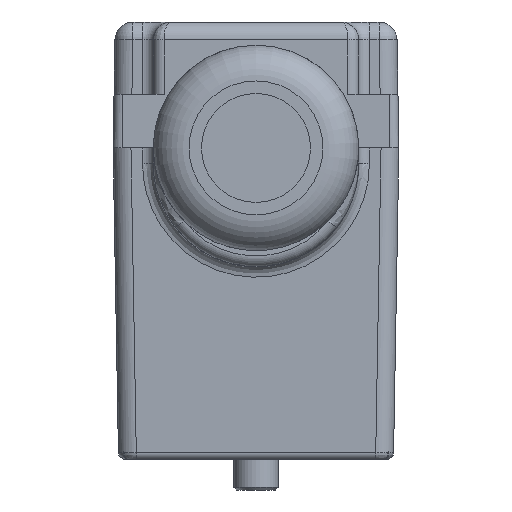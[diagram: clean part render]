
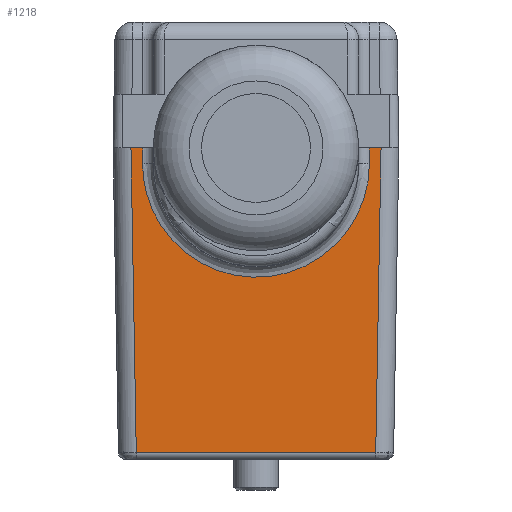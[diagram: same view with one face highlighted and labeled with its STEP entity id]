
A CAD part, front view. The second image highlights one B-rep face of the part: STEP entity #1218.
In plain terms, the highlighted planar face has unit normal (0, -1, -0.018).
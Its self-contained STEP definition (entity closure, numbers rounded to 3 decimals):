
#174=ELLIPSE('',#3886,6.351,6.35);
#214=FACE_OUTER_BOUND('',#1530,.T.);
#412=PLANE('',#3887);
#595=LINE('',#5531,#935);
#596=LINE('',#5533,#936);
#597=LINE('',#5535,#937);
#598=LINE('',#5537,#938);
#599=LINE('',#5539,#939);
#600=LINE('',#5541,#940);
#601=LINE('',#5543,#941);
#935=VECTOR('',#4366,1.);
#936=VECTOR('',#4367,1.);
#937=VECTOR('',#4368,1.);
#938=VECTOR('',#4369,1.);
#939=VECTOR('',#4370,1.);
#940=VECTOR('',#4371,1.);
#941=VECTOR('',#4372,1.);
#1218=ADVANCED_FACE('',(#214),#412,.F.);
#1530=EDGE_LOOP('',(#1880,#1881,#1882,#1883,#1884,#1885,#1886,#1887));
#1880=ORIENTED_EDGE('',*,*,#3282,.T.);
#1881=ORIENTED_EDGE('',*,*,#3283,.T.);
#1882=ORIENTED_EDGE('',*,*,#3284,.T.);
#1883=ORIENTED_EDGE('',*,*,#3285,.T.);
#1884=ORIENTED_EDGE('',*,*,#3286,.T.);
#1885=ORIENTED_EDGE('',*,*,#3287,.T.);
#1886=ORIENTED_EDGE('',*,*,#3288,.T.);
#1887=ORIENTED_EDGE('',*,*,#3289,.T.);
#2933=VERTEX_POINT('',#5529);
#2934=VERTEX_POINT('',#5530);
#2935=VERTEX_POINT('',#5532);
#2936=VERTEX_POINT('',#5534);
#2937=VERTEX_POINT('',#5536);
#2938=VERTEX_POINT('',#5538);
#2939=VERTEX_POINT('',#5540);
#2940=VERTEX_POINT('',#5542);
#3282=EDGE_CURVE('',#2933,#2934,#174,.T.);
#3283=EDGE_CURVE('',#2934,#2935,#595,.T.);
#3284=EDGE_CURVE('',#2935,#2936,#596,.T.);
#3285=EDGE_CURVE('',#2936,#2937,#597,.T.);
#3286=EDGE_CURVE('',#2937,#2938,#598,.T.);
#3287=EDGE_CURVE('',#2938,#2939,#599,.T.);
#3288=EDGE_CURVE('',#2939,#2940,#600,.T.);
#3289=EDGE_CURVE('',#2940,#2933,#601,.T.);
#3886=AXIS2_PLACEMENT_3D('',#5528,#4364,#4365);
#3887=AXIS2_PLACEMENT_3D('',#5544,#4373,#4374);
#4364=DIRECTION('',(0.,1.,0.017));
#4365=DIRECTION('',(0.,0.017,-1.));
#4366=DIRECTION('',(0.,-0.017,1.));
#4367=DIRECTION('',(-1.,0.,0.));
#4368=DIRECTION('',(0.017,0.017,-1.));
#4369=DIRECTION('',(1.,0.,0.));
#4370=DIRECTION('',(0.017,-0.017,1.));
#4371=DIRECTION('',(-1.,0.,0.));
#4372=DIRECTION('',(0.,0.017,-1.));
#4373=DIRECTION('',(0.,1.,0.017));
#4374=DIRECTION('',(0.,0.017,-1.));
#5528=CARTESIAN_POINT('',(0.,-7.984,14.86));
#5529=CARTESIAN_POINT('',(6.35,-7.984,14.86));
#5530=CARTESIAN_POINT('',(-6.35,-7.984,14.86));
#5531=CARTESIAN_POINT('',(-6.35,-8.127,22.999));
#5532=CARTESIAN_POINT('',(-6.35,-8.,15.75));
#5533=CARTESIAN_POINT('',(-5.75,-8.,15.75));
#5534=CARTESIAN_POINT('',(-7.,-8.,15.75));
#5535=CARTESIAN_POINT('',(-6.696,-7.696,-1.683));
#5536=CARTESIAN_POINT('',(-6.702,-7.702,-1.307));
#5537=CARTESIAN_POINT('',(8.,-7.702,-1.307));
#5538=CARTESIAN_POINT('',(6.702,-7.702,-1.307));
#5539=CARTESIAN_POINT('',(7.,-8.,15.767));
#5540=CARTESIAN_POINT('',(7.,-8.,15.75));
#5541=CARTESIAN_POINT('',(7.5,-8.,15.75));
#5542=CARTESIAN_POINT('',(6.35,-8.,15.75));
#5543=CARTESIAN_POINT('',(6.35,-8.127,22.999));
#5544=CARTESIAN_POINT('',(8.,-8.127,22.999));
